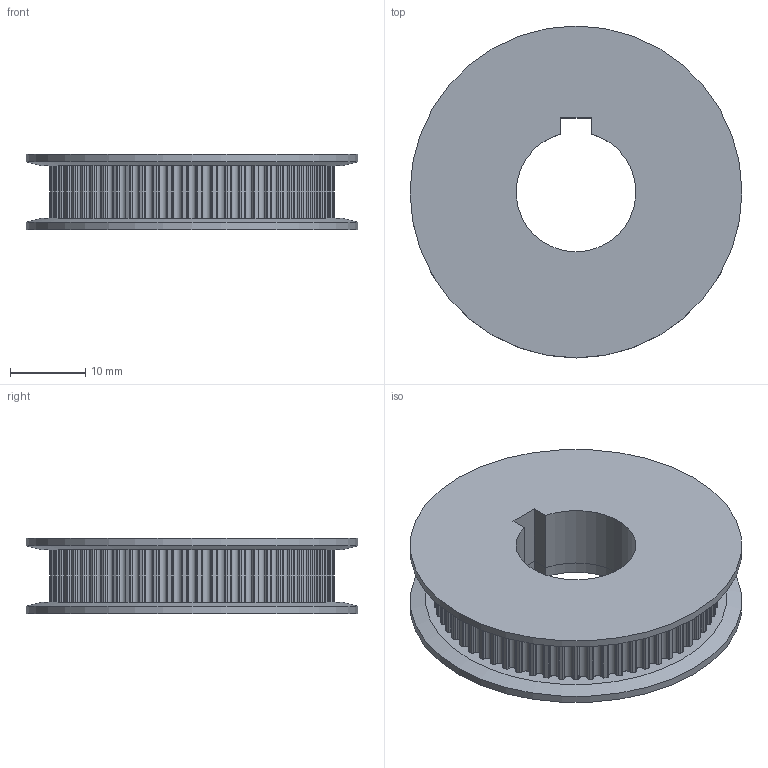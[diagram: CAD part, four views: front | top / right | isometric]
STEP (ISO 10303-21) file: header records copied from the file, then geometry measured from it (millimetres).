
FILE_DESCRIPTION(/* description */ (''),/* implementation_level */ '2;1');
FILE_NAME(/* name */ '4aa5b05f-b0ab-4105-be2c-b124063d3086.stp',/* time_stamp */ '2020-04-03T16:39:20+00:00',/* author */ (''),/* organization */ (''),/* preprocessor_version */ 'ST-DEVELOPER v18',/* originating_system */ 'Autodesk Translation Framework v8.12.0.6',/* authorisation */ '');
FILE_SCHEMA (('AUTOMOTIVE_DESIGN { 1 0 10303 214 3 1 1 }'));
Length unit declared in the file: millimetre
Products named in the file (2): GT2 60T Timing Pulley 5/8" Bore; Pulley
Assembly tree (1 placements, depth 2):
  GT2 60T Timing Pulley 5/8" Bore
    Pulley
Bounding box: 44 x 44 x 10 mm (x, y, z)
Volume: 9875.4 mm3; surface area: 7263.3 mm2
Topology: 2 solids, 2 shells, 377 faces, 1114 edges, 742 vertices
Faces by surface type: cylinder 364, plane 11, cone 2
Full cylindrical faces by diameter (mm): 44 x2
Entity records: 13102 total; most frequent: DIRECTION 2604, CARTESIAN_POINT 2236, ORIENTED_EDGE 2228, EDGE_CURVE 1114, AXIS2_PLACEMENT_3D 1110, VERTEX_POINT 742, CIRCLE 730, LINE 384
